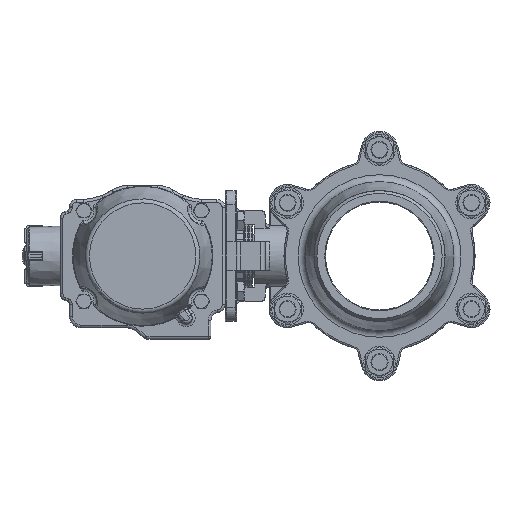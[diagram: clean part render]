
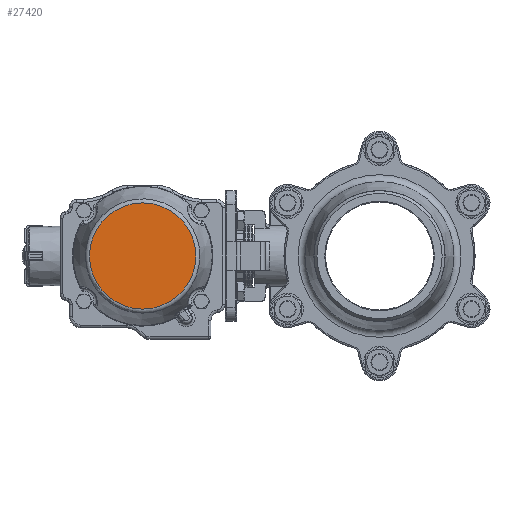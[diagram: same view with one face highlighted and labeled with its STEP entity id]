
A CAD part, left-side view. The second image highlights one B-rep face of the part: STEP entity #27420.
In plain terms, the highlighted face is planar.
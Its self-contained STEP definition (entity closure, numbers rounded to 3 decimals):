
#5670=PLANE('',#37111);
#12269=ORIENTED_EDGE('',*,*,#16852,.F.);
#16852=EDGE_CURVE('',#19779,#19779,#21205,.T.);
#19779=VERTEX_POINT('',#88398);
#21205=CIRCLE('',#36989,37.334);
#23191=EDGE_LOOP('',(#12269));
#25243=FACE_BOUND('',#23191,.T.);
#27420=ADVANCED_FACE('',(#25243),#5670,.T.);
#36989=AXIS2_PLACEMENT_3D('',#88397,#43293,#43294);
#37111=AXIS2_PLACEMENT_3D('',#89389,#43620,#43621);
#43293=DIRECTION('',(0.,0.,-1.));
#43294=DIRECTION('',(-1.,0.,0.));
#43620=DIRECTION('',(0.,0.,1.));
#43621=DIRECTION('',(1.,0.,0.));
#88397=CARTESIAN_POINT('',(0.,0.,123.));
#88398=CARTESIAN_POINT('',(-37.334,0.,123.));
#89389=CARTESIAN_POINT('',(26.566,53.,123.));
